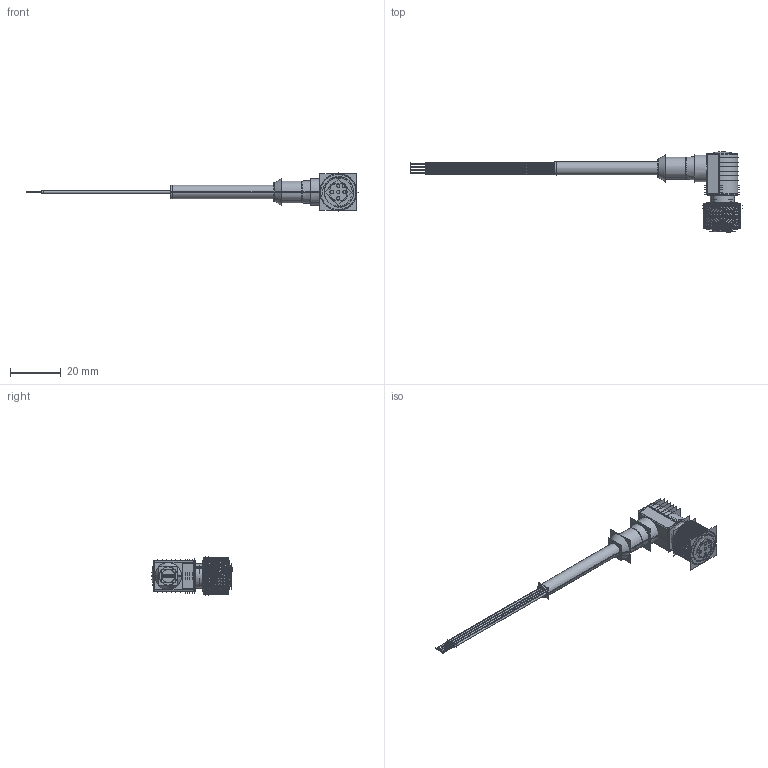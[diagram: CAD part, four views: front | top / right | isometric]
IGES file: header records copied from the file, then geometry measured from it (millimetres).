
Start section:  PTC IGES file: 214717.igs
Global section: file name: 214717.igs; native system: Creo Parametric by PTC Inc.; preprocessor: 2018300; author: pdmadmin; organization: Unknown; date: 20191101.072521; units: millimetre
Bounding box: 130.93 x 31.68 x 15.59 mm (x, y, z)
Volume: 6008.5 mm3; surface area: 282025.8 mm2
Topology: 10 solids, 82 shells, 7962 faces, 34936 edges, 41445 vertices
Faces by surface type: bspline 6092, revolution 1870
